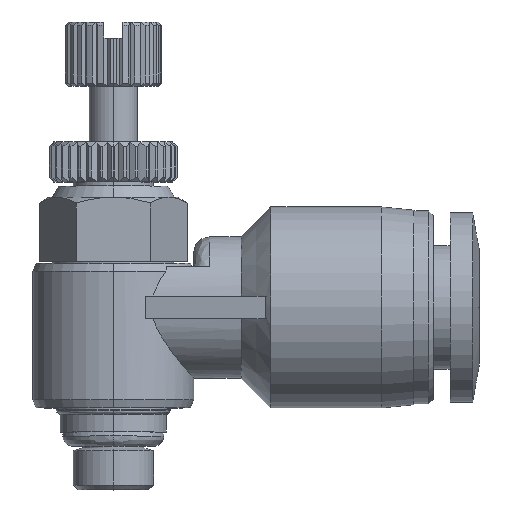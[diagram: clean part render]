
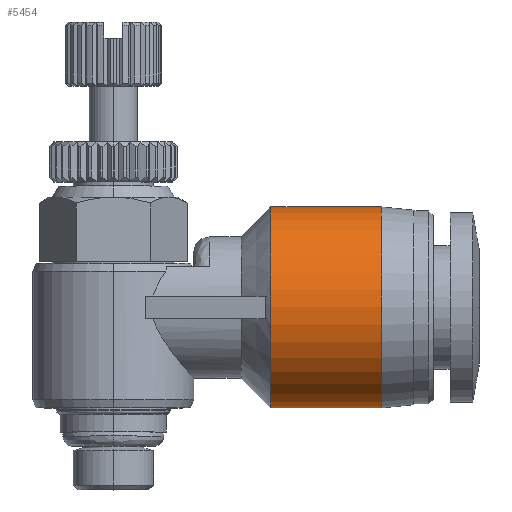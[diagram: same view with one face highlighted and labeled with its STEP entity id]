
A CAD part, top view. The second image highlights one B-rep face of the part: STEP entity #5454.
In plain terms, the highlighted cylindrical face has radius 6.25 mm (diameter 12.5 mm), a partial arc.
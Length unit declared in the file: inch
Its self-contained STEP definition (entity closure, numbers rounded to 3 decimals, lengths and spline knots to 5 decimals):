
#110 = EDGE_CURVE ( 'NONE', #524, #5497, #8075, .T. ) ;
#524 = VERTEX_POINT ( 'NONE', #9119 ) ;
#892 = ORIENTED_EDGE ( 'NONE', *, *, #110, .F. ) ;
#1247 = CARTESIAN_POINT ( 'NONE',  ( 0.38583, 0.44685, 0. ) ) ;
#1324 = VECTOR ( 'NONE', #3282, 39.37008 ) ;
#1404 = EDGE_CURVE ( 'NONE', #8432, #10703, #2534, .T. ) ;
#2133 = DIRECTION ( 'NONE',  ( 0., -1., 0. ) ) ;
#2178 = CIRCLE ( 'NONE', #9770, 0.24606 ) ;
#2534 = LINE ( 'NONE', #3668, #2806 ) ;
#2806 = VECTOR ( 'NONE', #8681, 39.37008 ) ;
#2857 = CYLINDRICAL_SURFACE ( 'NONE', #3095, 0.24606 ) ;
#2975 = CARTESIAN_POINT ( 'NONE',  ( 0.52165, 0.20079, 0. ) ) ;
#3095 = AXIS2_PLACEMENT_3D ( 'NONE', #10534, #9690, #7157 ) ;
#3282 = DIRECTION ( 'NONE',  ( -1., 0., 0. ) ) ;
#3310 = ORIENTED_EDGE ( 'NONE', *, *, #4986, .T. ) ;
#3668 = CARTESIAN_POINT ( 'NONE',  ( 0.52165, 0.69291, 0. ) ) ;
#3946 = DIRECTION ( 'NONE',  ( 1., 0., 0. ) ) ;
#4060 = ORIENTED_EDGE ( 'NONE', *, *, #5875, .F. ) ;
#4072 = AXIS2_PLACEMENT_3D ( 'NONE', #1247, #7168, #2133 ) ;
#4307 = EDGE_LOOP ( 'NONE', ( #4060, #6034, #3310, #892 ) ) ;
#4986 = EDGE_CURVE ( 'NONE', #10703, #5497, #10219, .T. ) ;
#5454 = ADVANCED_FACE ( 'NONE', ( #7586 ), #2857, .T. ) ;
#5497 = VERTEX_POINT ( 'NONE', #7500 ) ;
#5608 = CARTESIAN_POINT ( 'NONE',  ( 0.65748, 0.69291, 0. ) ) ;
#5875 = EDGE_CURVE ( 'NONE', #8432, #524, #2178, .T. ) ;
#6034 = ORIENTED_EDGE ( 'NONE', *, *, #1404, .T. ) ;
#7157 = DIRECTION ( 'NONE',  ( 0., -1., 0. ) ) ;
#7168 = DIRECTION ( 'NONE',  ( 1., 0., 0. ) ) ;
#7500 = CARTESIAN_POINT ( 'NONE',  ( 0.38583, 0.20079, 0. ) ) ;
#7586 = FACE_OUTER_BOUND ( 'NONE', #4307, .T. ) ;
#8075 = LINE ( 'NONE', #2975, #1324 ) ;
#8432 = VERTEX_POINT ( 'NONE', #5608 ) ;
#8681 = DIRECTION ( 'NONE',  ( -1., 0., 0. ) ) ;
#8966 = CARTESIAN_POINT ( 'NONE',  ( 0.65748, 0.44685, 0. ) ) ;
#9102 = CARTESIAN_POINT ( 'NONE',  ( 0.38583, 0.69291, 0. ) ) ;
#9119 = CARTESIAN_POINT ( 'NONE',  ( 0.65748, 0.20079, 0. ) ) ;
#9690 = DIRECTION ( 'NONE',  ( -1., 0., 0. ) ) ;
#9770 = AXIS2_PLACEMENT_3D ( 'NONE', #8966, #3946, #9806 ) ;
#9806 = DIRECTION ( 'NONE',  ( 0., -1., 0. ) ) ;
#10219 = CIRCLE ( 'NONE', #4072, 0.24606 ) ;
#10534 = CARTESIAN_POINT ( 'NONE',  ( 0.52165, 0.44685, 0. ) ) ;
#10703 = VERTEX_POINT ( 'NONE', #9102 ) ;
